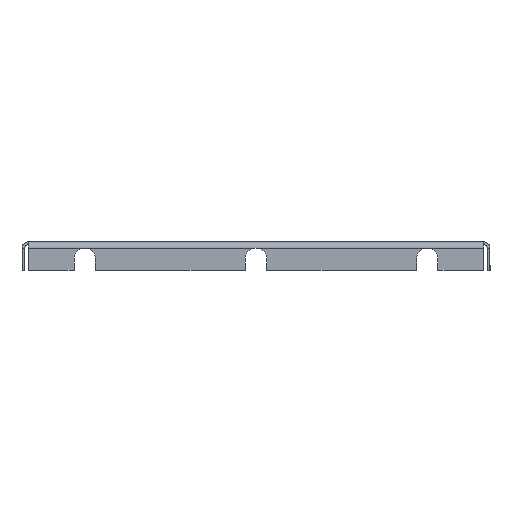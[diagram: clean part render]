
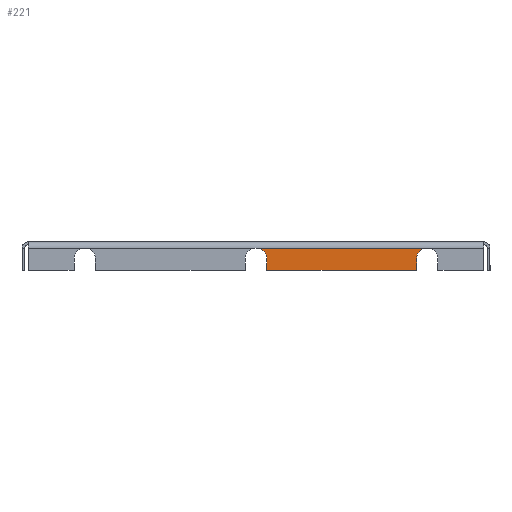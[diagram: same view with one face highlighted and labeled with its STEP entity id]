
A CAD part, left-side view. The second image highlights one B-rep face of the part: STEP entity #221.
In plain terms, the highlighted planar face has unit normal (-1, 0, 0).
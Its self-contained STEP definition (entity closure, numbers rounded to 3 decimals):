
#91 = LINE ( 'NONE', #2496, #4911 ) ;
#168 = VERTEX_POINT ( 'NONE', #3820 ) ;
#209 = VERTEX_POINT ( 'NONE', #7502 ) ;
#221 = ADVANCED_FACE ( 'NONE', ( #1572 ), #5800, .F. ) ;
#316 = VECTOR ( 'NONE', #525, 1000. ) ;
#525 = DIRECTION ( 'NONE',  ( 0., 0., -1. ) ) ;
#846 = LINE ( 'NONE', #3856, #2044 ) ;
#1003 = VERTEX_POINT ( 'NONE', #5421 ) ;
#1235 = LINE ( 'NONE', #3621, #316 ) ;
#1273 = VECTOR ( 'NONE', #7466, 1000. ) ;
#1295 = DIRECTION ( 'NONE',  ( 1., 0., 0. ) ) ;
#1336 = AXIS2_PLACEMENT_3D ( 'NONE', #6346, #5764, #4493 ) ;
#1572 = FACE_OUTER_BOUND ( 'NONE', #7467, .T. ) ;
#1617 = DIRECTION ( 'NONE',  ( 1., 0., 0. ) ) ;
#1631 = ORIENTED_EDGE ( 'NONE', *, *, #3352, .F. ) ;
#2044 = VECTOR ( 'NONE', #5605, 1000. ) ;
#2358 = EDGE_CURVE ( 'NONE', #209, #1003, #2694, .T. ) ;
#2496 = CARTESIAN_POINT ( 'NONE',  ( 0., 0.45, -0.45 ) ) ;
#2551 = EDGE_CURVE ( 'NONE', #3688, #5516, #7529, .T. ) ;
#2694 = LINE ( 'NONE', #3291, #1273 ) ;
#3039 = AXIS2_PLACEMENT_3D ( 'NONE', #7473, #1617, #7552 ) ;
#3080 = EDGE_CURVE ( 'NONE', #168, #5516, #91, .T. ) ;
#3291 = CARTESIAN_POINT ( 'NONE',  ( 0., 0., -2. ) ) ;
#3352 = EDGE_CURVE ( 'NONE', #3688, #1003, #1235, .T. ) ;
#3621 = CARTESIAN_POINT ( 'NONE',  ( 0., 5.15, 0. ) ) ;
#3688 = VERTEX_POINT ( 'NONE', #7294 ) ;
#3820 = CARTESIAN_POINT ( 'NONE',  ( 0., 16.4, -0.45 ) ) ;
#3856 = CARTESIAN_POINT ( 'NONE',  ( 0., 15.65, 0. ) ) ;
#4328 = DIRECTION ( 'NONE',  ( 0., -1., 0. ) ) ;
#4493 = DIRECTION ( 'NONE',  ( 0., 0., -1. ) ) ;
#4766 = CIRCLE ( 'NONE', #5491, 0.75 ) ;
#4911 = VECTOR ( 'NONE', #4328, 1000. ) ;
#5009 = VERTEX_POINT ( 'NONE', #6574 ) ;
#5040 = ORIENTED_EDGE ( 'NONE', *, *, #2551, .T. ) ;
#5204 = ORIENTED_EDGE ( 'NONE', *, *, #3080, .F. ) ;
#5413 = DIRECTION ( 'NONE',  ( 0., 0., -1. ) ) ;
#5421 = CARTESIAN_POINT ( 'NONE',  ( 0., 5.15, -2. ) ) ;
#5491 = AXIS2_PLACEMENT_3D ( 'NONE', #6641, #1295, #5413 ) ;
#5516 = VERTEX_POINT ( 'NONE', #6468 ) ;
#5605 = DIRECTION ( 'NONE',  ( 0., 0., 1. ) ) ;
#5764 = DIRECTION ( 'NONE',  ( 1., 0., 0. ) ) ;
#5800 = PLANE ( 'NONE',  #1336 ) ;
#5843 = EDGE_CURVE ( 'NONE', #168, #5009, #4766, .T. ) ;
#6346 = CARTESIAN_POINT ( 'NONE',  ( 0., 0., 0. ) ) ;
#6466 = ORIENTED_EDGE ( 'NONE', *, *, #5843, .T. ) ;
#6468 = CARTESIAN_POINT ( 'NONE',  ( 0., 4.4, -0.45 ) ) ;
#6574 = CARTESIAN_POINT ( 'NONE',  ( 0., 15.65, -1.2 ) ) ;
#6638 = EDGE_CURVE ( 'NONE', #209, #5009, #846, .T. ) ;
#6641 = CARTESIAN_POINT ( 'NONE',  ( 0., 16.4, -1.2 ) ) ;
#7294 = CARTESIAN_POINT ( 'NONE',  ( 0., 5.15, -1.2 ) ) ;
#7460 = ORIENTED_EDGE ( 'NONE', *, *, #6638, .F. ) ;
#7466 = DIRECTION ( 'NONE',  ( 0., -1., 0. ) ) ;
#7467 = EDGE_LOOP ( 'NONE', ( #1631, #5040, #5204, #6466, #7460, #7486 ) ) ;
#7473 = CARTESIAN_POINT ( 'NONE',  ( 0., 4.4, -1.2 ) ) ;
#7486 = ORIENTED_EDGE ( 'NONE', *, *, #2358, .T. ) ;
#7502 = CARTESIAN_POINT ( 'NONE',  ( 0., 15.65, -2. ) ) ;
#7529 = CIRCLE ( 'NONE', #3039, 0.75 ) ;
#7552 = DIRECTION ( 'NONE',  ( 0., 0., -1. ) ) ;
